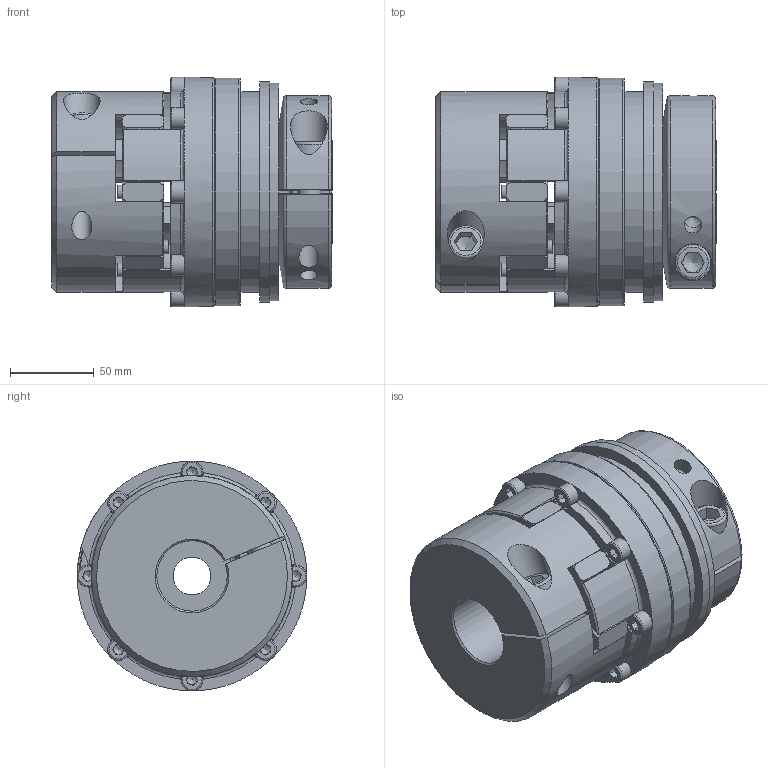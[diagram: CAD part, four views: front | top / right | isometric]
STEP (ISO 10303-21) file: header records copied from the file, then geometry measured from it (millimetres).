
FILE_DESCRIPTION( ( 'Unknown' ), '1' );
FILE_NAME( 'SKB-EK 800.stp', 'Unknown', ( 'Unknown' ), ( 'Unknown' ), 'PSStep 10.1', 'Unknown', ' ' );
FILE_SCHEMA( ( 'AUTOMOTIVE_DESIGN { 1 0 10303 214 1 1 1 1 }' ) );
Length unit declared in the file: millimetre
Products named in the file (1): kt100627
Bounding box: 167.5 x 137 x 137 mm (x, y, z)
Volume: 1554373 mm3; surface area: 249238.8 mm2
Topology: 1 solids, 11 shells, 670 faces, 1883 edges, 1197 vertices
Faces by surface type: plane 267, cylinder 217, cone 100, torus 70, sphere 16
Full cylindrical faces by diameter (mm): 1.5 x1, 2.5 x2, 6.8 x10, 8 x16, 8.6 x8, 10.5 x3, 12 x2, 13 x8, 14 x2, 14.5 x2, 15 x1, 21 x2, 22 x2, 22.5 x1, 40 x1, 46 x1, 58 x2, 67 x1, 69.8 x1, 70 x2, 73 x1, 78 x1, 82.8 x2, 97.6 x2, 110 x3, 115.4 x1, 115.8 x1, 119.8 x1, 130 x1, 132 x1
Entity records: 28098 total; most frequent: CARTESIAN_POINT 6513, DIRECTION 3418, ORIENTED_EDGE 3258, EDGE_CURVE 1629, AXIS2_PLACEMENT_3D 1407, VERTEX_POINT 1102, EDGE_LOOP 886, FACE_OUTER_BOUND 762
